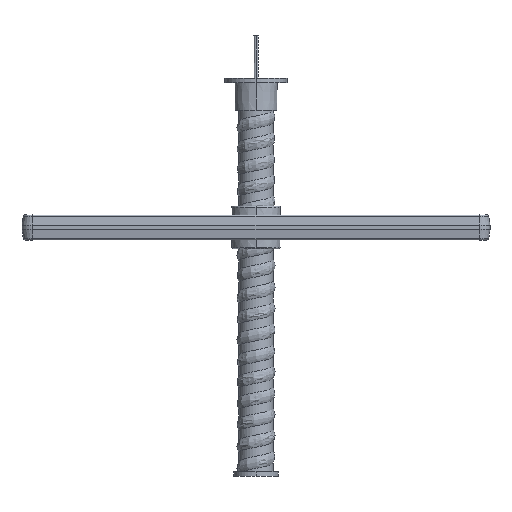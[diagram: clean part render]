
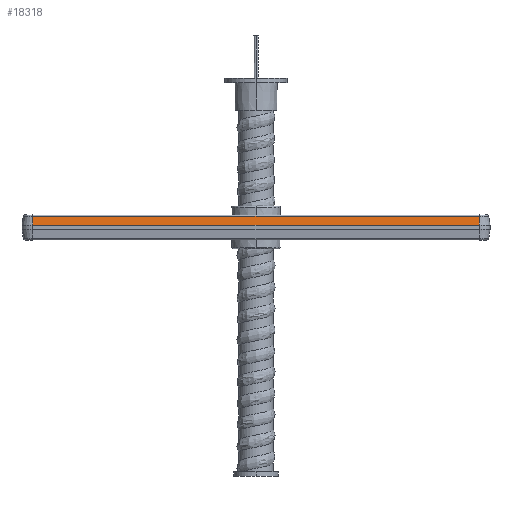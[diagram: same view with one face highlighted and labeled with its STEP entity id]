
A CAD part, front view. The second image highlights one B-rep face of the part: STEP entity #18318.
In plain terms, the highlighted face is planar.
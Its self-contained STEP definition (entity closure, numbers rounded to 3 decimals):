
#3201 = ORIENTED_EDGE ( 'NONE', *, *, #33855, .T. ) ;
#3601 = VERTEX_POINT ( 'NONE', #11522 ) ;
#6307 = LINE ( 'NONE', #31403, #39980 ) ;
#7267 = VECTOR ( 'NONE', #20869, 1000. ) ;
#8732 = DIRECTION ( 'NONE',  ( 1., 0., 0. ) ) ;
#9887 = EDGE_CURVE ( 'NONE', #19689, #3601, #31171, .T. ) ;
#10586 = CARTESIAN_POINT ( 'NONE',  ( -105., 5.21, 24.408 ) ) ;
#11069 = CARTESIAN_POINT ( 'NONE',  ( 105., 1., 25. ) ) ;
#11522 = CARTESIAN_POINT ( 'NONE',  ( 105., 5.21, 24.408 ) ) ;
#12045 = CARTESIAN_POINT ( 'NONE',  ( -105., 1., 25. ) ) ;
#13074 = LINE ( 'NONE', #12045, #38041 ) ;
#13221 = DIRECTION ( 'NONE',  ( 0., 0.99, -0.139 ) ) ;
#18318 = ADVANCED_FACE ( 'NONE', ( #37005 ), #35870, .F. ) ;
#18987 = ORIENTED_EDGE ( 'NONE', *, *, #24895, .T. ) ;
#19689 = VERTEX_POINT ( 'NONE', #10586 ) ;
#20573 = VERTEX_POINT ( 'NONE', #11069 ) ;
#20869 = DIRECTION ( 'NONE',  ( 0., 0.99, -0.139 ) ) ;
#21011 = CARTESIAN_POINT ( 'NONE',  ( -105., 5.21, 24.408 ) ) ;
#24895 = EDGE_CURVE ( 'NONE', #28456, #20573, #13074, .T. ) ;
#25270 = CARTESIAN_POINT ( 'NONE',  ( -105., 5.21, 24.408 ) ) ;
#28456 = VERTEX_POINT ( 'NONE', #39881 ) ;
#30125 = VECTOR ( 'NONE', #8732, 1000. ) ;
#30181 = ORIENTED_EDGE ( 'NONE', *, *, #9887, .F. ) ;
#31171 = LINE ( 'NONE', #25270, #30125 ) ;
#31403 = CARTESIAN_POINT ( 'NONE',  ( 105., 5.21, 24.408 ) ) ;
#31588 = DIRECTION ( 'NONE',  ( 1., 0., 0. ) ) ;
#32756 = DIRECTION ( 'NONE',  ( 0., -0.139, -0.99 ) ) ;
#32766 = AXIS2_PLACEMENT_3D ( 'NONE', #39126, #32756, #13221 ) ;
#33310 = LINE ( 'NONE', #21011, #7267 ) ;
#33855 = EDGE_CURVE ( 'NONE', #20573, #3601, #6307, .T. ) ;
#34654 = DIRECTION ( 'NONE',  ( 0., 0.99, -0.139 ) ) ;
#35870 = PLANE ( 'NONE',  #32766 ) ;
#37005 = FACE_OUTER_BOUND ( 'NONE', #39576, .T. ) ;
#37724 = EDGE_CURVE ( 'NONE', #28456, #19689, #33310, .T. ) ;
#38041 = VECTOR ( 'NONE', #31588, 1000. ) ;
#38611 = ORIENTED_EDGE ( 'NONE', *, *, #37724, .F. ) ;
#39126 = CARTESIAN_POINT ( 'NONE',  ( -105., 5.21, 24.408 ) ) ;
#39576 = EDGE_LOOP ( 'NONE', ( #38611, #18987, #3201, #30181 ) ) ;
#39881 = CARTESIAN_POINT ( 'NONE',  ( -105., 1., 25. ) ) ;
#39980 = VECTOR ( 'NONE', #34654, 1000. ) ;
